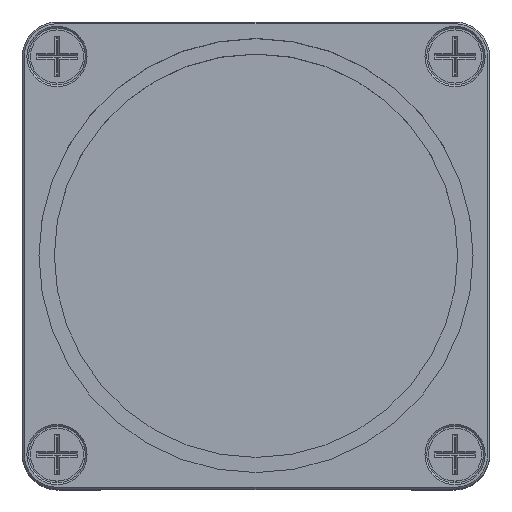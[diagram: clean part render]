
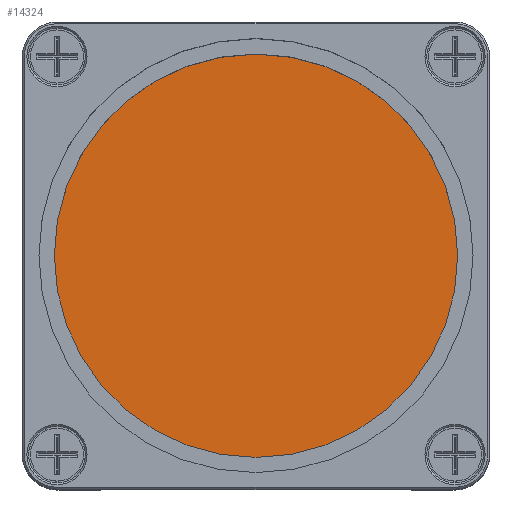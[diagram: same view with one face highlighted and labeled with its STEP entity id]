
A CAD part, top view. The second image highlights one B-rep face of the part: STEP entity #14324.
In plain terms, the highlighted face is planar.
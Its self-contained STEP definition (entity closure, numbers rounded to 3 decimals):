
#5063=FACE_OUTER_BOUND('',#60274,.T.);
#14324=ADVANCED_FACE('',(#5063),#20393,.F.);
#20393=PLANE('',#150229);
#60274=EDGE_LOOP('',(#84330));
#84330=ORIENTED_EDGE('',*,*,#129242,.F.);
#112077=VERTEX_POINT('',#216710);
#129242=EDGE_CURVE('',#112077,#112077,#142043,.T.);
#142043=CIRCLE('',#150226,12.5);
#150226=AXIS2_PLACEMENT_3D('',#216709,#176015,#176016);
#150229=AXIS2_PLACEMENT_3D('',#216713,#176021,#176022);
#176015=DIRECTION('',(0.,0.,1.));
#176016=DIRECTION('',(1.,0.,0.));
#176021=DIRECTION('',(0.,0.,1.));
#176022=DIRECTION('',(1.,0.,0.));
#216709=CARTESIAN_POINT('',(0.,0.,0.));
#216710=CARTESIAN_POINT('',(12.5,0.,0.));
#216713=CARTESIAN_POINT('',(0.,0.,0.));
